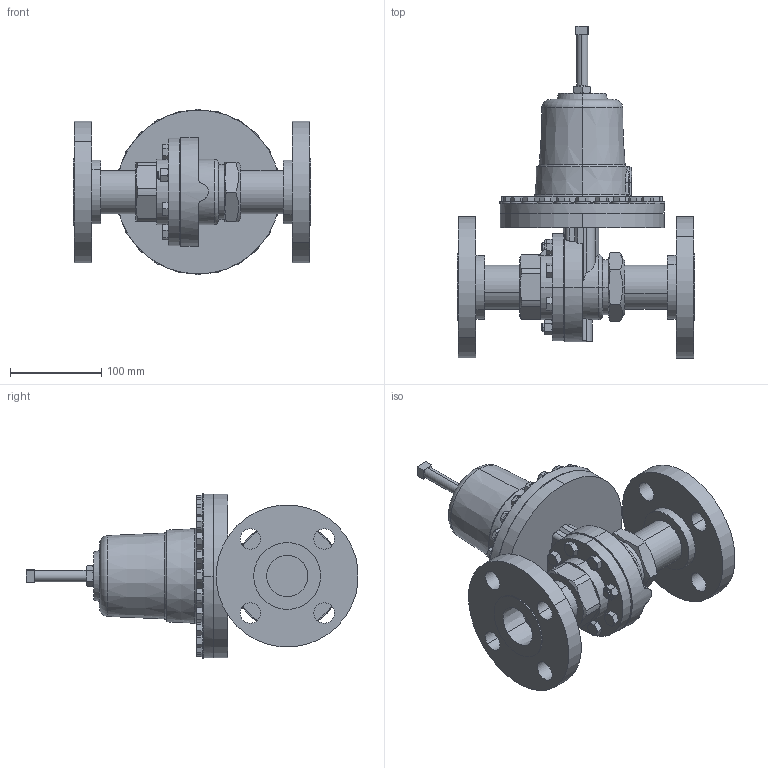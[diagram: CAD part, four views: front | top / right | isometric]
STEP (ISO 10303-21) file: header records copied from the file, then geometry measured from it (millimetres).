
FILE_DESCRIPTION (( 'STEP AP203' ), '1' );
FILE_NAME ('63-150-DI+BR-F3.STEP', '2017-07-25T13:18:38', ( '' ), ( '' ), 'SwSTEP 2.0', 'SolidWorks 2014', '' );
FILE_SCHEMA (( 'CONFIG_CONTROL_DESIGN' ));
Length unit declared in the file: inch
Products named in the file (2): 63-150-DI+BR-F3
Bounding box: 260.35 x 363.18 x 180.99 mm (x, y, z)
Volume: 3071152.8 mm3; surface area: 314504 mm2
Topology: 1 solids, 1 shells, 823 faces, 1972 edges, 1210 vertices
Faces by surface type: plane 350, cone 253, cylinder 193, torus 14, bspline 11, sphere 2
Entity records: 26596 total; most frequent: CARTESIAN_POINT 7679, ORIENTED_EDGE 3944, DIRECTION 3851, EDGE_CURVE 1972, AXIS2_PLACEMENT_3D 1585, VERTEX_POINT 1210, EDGE_LOOP 960, FACE_OUTER_BOUND 823
